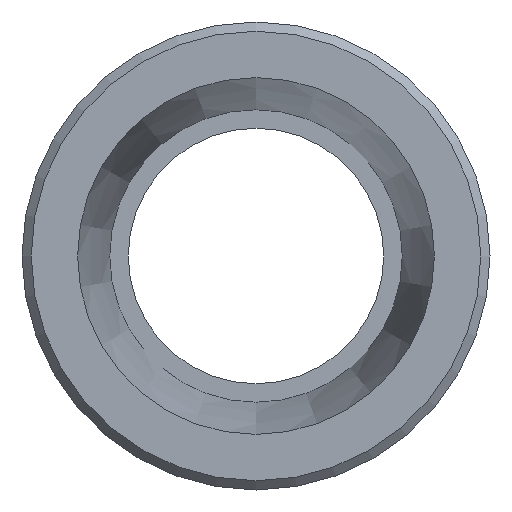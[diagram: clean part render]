
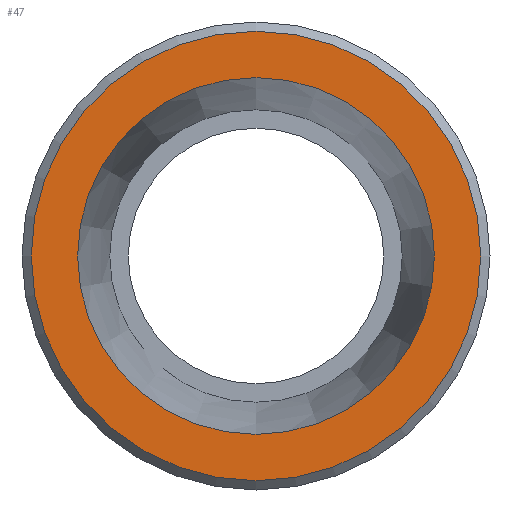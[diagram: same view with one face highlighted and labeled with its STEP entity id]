
A CAD part, left-side view. The second image highlights one B-rep face of the part: STEP entity #47.
In plain terms, the highlighted planar face has unit normal (-1, 0, 0).
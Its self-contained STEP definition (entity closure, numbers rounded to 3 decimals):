
#47 = ADVANCED_FACE( '', ( #100, #101 ), #102, .T. );
#100 = FACE_BOUND( '', #159, .T. );
#101 = FACE_OUTER_BOUND( '', #160, .T. );
#102 = PLANE( '', #161 );
#159 = EDGE_LOOP( '', ( #222 ) );
#160 = EDGE_LOOP( '', ( #223 ) );
#161 = AXIS2_PLACEMENT_3D( '', #224, #225, #226 );
#222 = ORIENTED_EDGE( '', *, *, #279, .T. );
#223 = ORIENTED_EDGE( '', *, *, #283, .F. );
#224 = CARTESIAN_POINT( '', ( -33., 19.208, 0. ) );
#225 = DIRECTION( '', ( -1., 0., 0. ) );
#226 = DIRECTION( '', ( 0., 0., 1. ) );
#279 = EDGE_CURVE( '', #311, #311, #312, .T. );
#283 = EDGE_CURVE( '', #317, #317, #318, .T. );
#311 = VERTEX_POINT( '', #350 );
#312 = CIRCLE( '', #351, 15.25 );
#317 = VERTEX_POINT( '', #356 );
#318 = CIRCLE( '', #357, 19.208 );
#350 = CARTESIAN_POINT( '', ( -33., 0., -15.25 ) );
#351 = AXIS2_PLACEMENT_3D( '', #391, #392, #393 );
#356 = CARTESIAN_POINT( '', ( -33., 0., -19.208 ) );
#357 = AXIS2_PLACEMENT_3D( '', #397, #398, #399 );
#391 = CARTESIAN_POINT( '', ( -33., 0., 0. ) );
#392 = DIRECTION( '', ( 1., 0., 0. ) );
#393 = DIRECTION( '', ( 0., 0., -1. ) );
#397 = CARTESIAN_POINT( '', ( -33., 0., 0. ) );
#398 = DIRECTION( '', ( 1., 0., 0. ) );
#399 = DIRECTION( '', ( 0., 0., -1. ) );
